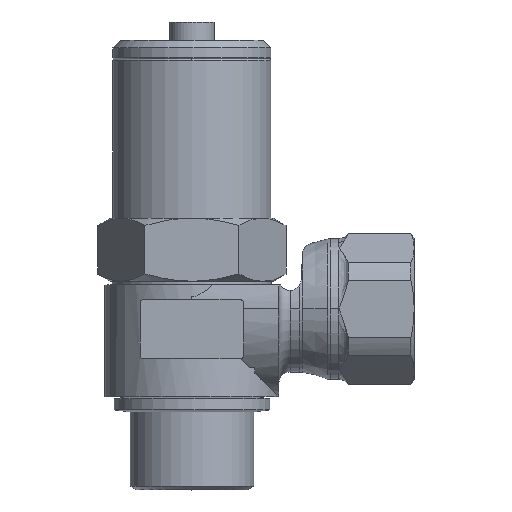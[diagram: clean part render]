
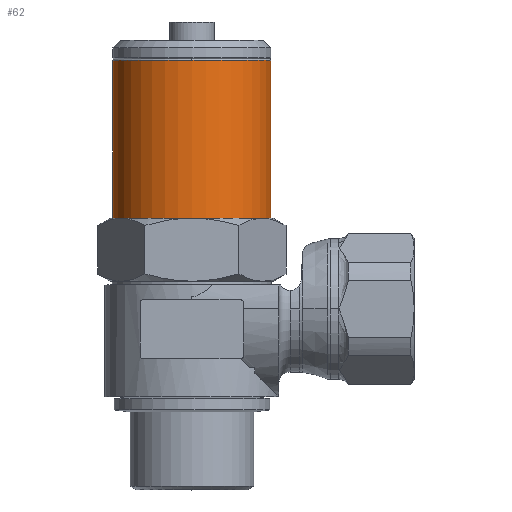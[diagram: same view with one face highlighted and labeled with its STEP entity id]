
A CAD part, top view. The second image highlights one B-rep face of the part: STEP entity #62.
In plain terms, the highlighted cylindrical face has radius 10.65 mm (diameter 21.3 mm), a partial arc.
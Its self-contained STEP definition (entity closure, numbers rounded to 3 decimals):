
#62=ADVANCED_FACE('',(#230),#231,.T.);
#230=FACE_OUTER_BOUND('',#541,.T.);
#231=CYLINDRICAL_SURFACE('',#542,10.65);
#541=EDGE_LOOP('',(#965,#966,#967,#968,#969));
#542=AXIS2_PLACEMENT_3D('',#970,#971,#972);
#965=ORIENTED_EDGE('',*,*,#2138,.F.);
#966=ORIENTED_EDGE('',*,*,#2139,.T.);
#967=ORIENTED_EDGE('',*,*,#2140,.F.);
#968=ORIENTED_EDGE('',*,*,#2134,.F.);
#969=ORIENTED_EDGE('',*,*,#2141,.F.);
#970=CARTESIAN_POINT('',(0.0,43.05,0.0));
#971=DIRECTION('',(0.0,1.0,0.0));
#972=DIRECTION('',(-1.0,0.0,0.0));
#2134=EDGE_CURVE('',#2593,#2594,#2595,.T.);
#2138=EDGE_CURVE('',#2600,#2601,#2602,.T.);
#2139=EDGE_CURVE('',#2600,#2603,#2604,.T.);
#2140=EDGE_CURVE('',#2594,#2603,#2605,.T.);
#2141=EDGE_CURVE('',#2601,#2593,#2606,.T.);
#2593=VERTEX_POINT('',#3620);
#2594=VERTEX_POINT('',#3621);
#2595=CIRCLE('',#3622,10.65);
#2600=VERTEX_POINT('',#3627);
#2601=VERTEX_POINT('',#3628);
#2602=LINE('',#3629,#3630);
#2603=VERTEX_POINT('',#3631);
#2604=CIRCLE('',#3632,10.65);
#2605=LINE('',#3633,#3634);
#2606=CIRCLE('',#3635,10.65);
#3620=CARTESIAN_POINT('',(0.,57.95,10.65));
#3621=CARTESIAN_POINT('',(10.65,57.95,0.));
#3622=AXIS2_PLACEMENT_3D('',#5534,#5535,#5536);
#3627=CARTESIAN_POINT('',(-10.65,36.65,0.));
#3628=CARTESIAN_POINT('',(-10.65,57.95,0.0));
#3629=CARTESIAN_POINT('',(-10.65,43.05,0.));
#3630=VECTOR('',#5546,1.0);
#3631=CARTESIAN_POINT('',(10.65,36.65,0.));
#3632=AXIS2_PLACEMENT_3D('',#5547,#5548,#5549);
#3633=CARTESIAN_POINT('',(10.65,43.05,0.));
#3634=VECTOR('',#5550,1.0);
#3635=AXIS2_PLACEMENT_3D('',#5551,#5552,#5553);
#5534=CARTESIAN_POINT('',(0.0,57.95,0.0));
#5535=DIRECTION('',(0.0,1.0,0.0));
#5536=DIRECTION('',(-1.0,0.0,0.0));
#5546=DIRECTION('',(0.0,1.0,0.0));
#5547=CARTESIAN_POINT('',(0.0,36.65,0.0));
#5548=DIRECTION('',(0.0,1.0,0.0));
#5549=DIRECTION('',(-1.0,0.0,0.0));
#5550=DIRECTION('',(-0.0,-1.0,-0.0));
#5551=CARTESIAN_POINT('',(0.0,57.95,0.0));
#5552=DIRECTION('',(0.0,1.0,0.0));
#5553=DIRECTION('',(-1.0,0.0,0.0));
